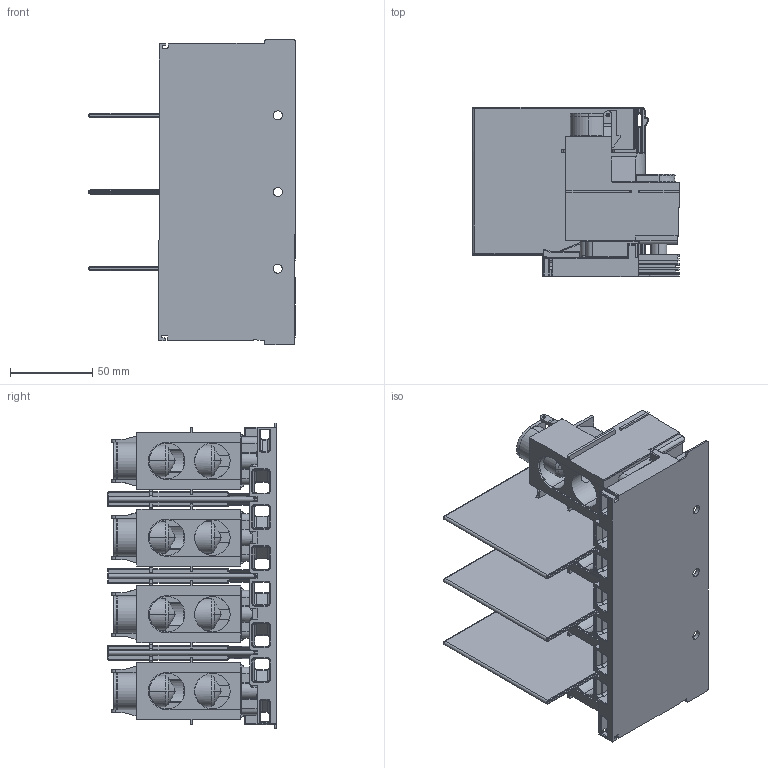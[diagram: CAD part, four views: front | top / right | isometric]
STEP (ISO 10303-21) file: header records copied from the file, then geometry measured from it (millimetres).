
FILE_DESCRIPTION((''),'2;1');
FILE_NAME('1SDR002065A1162_IGES','2020-07-21T16:10:32',('ITMADEL7'),(''),'CREO PARAMETRIC BY PTC INC, 2019030','CREO PARAMETRIC BY PTC INC, 2019030','');
FILE_SCHEMA(('AUTOMOTIVE_DESIGN { 1 0 10303 214 1 1 1 1 }'));
Products named in the file (1): 1SDR002065A1162_IGES
Bounding box: 125.23 x 102.35 x 185.52 mm (x, y, z)
Volume: 550978.1 mm3; surface area: 353678.9 mm2
Topology: 8 solids, 16 shells, 3663 faces, 9168 edges, 5554 vertices
Faces by surface type: cylinder 1393, plane 1285, torus 428, bspline 236, sphere 173, cone 148
Entity records: 148808 total; most frequent: CARTESIAN_POINT 50373, DIRECTION 18713, ORIENTED_EDGE 18192, EDGE_CURVE 9128, AXIS2_PLACEMENT_3D 6946, VERTEX_POINT 5554, VECTOR 4821, LINE 4821
